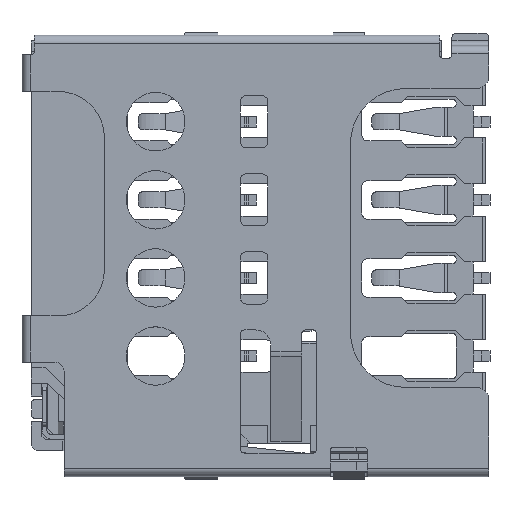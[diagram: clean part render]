
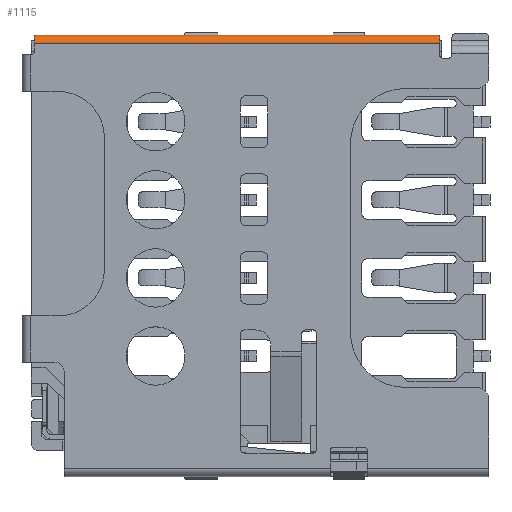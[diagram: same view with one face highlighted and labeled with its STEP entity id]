
A CAD part, top view. The second image highlights one B-rep face of the part: STEP entity #1115.
In plain terms, the highlighted cylindrical face has radius 0.27 mm (diameter 0.54 mm), a partial arc.
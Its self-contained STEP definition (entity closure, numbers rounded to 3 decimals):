
#1115=ADVANCED_FACE('',(#3267),#3268,.T.);
#3267=FACE_OUTER_BOUND('',#5483,.T.);
#3268=CYLINDRICAL_SURFACE('',#5484,0.27);
#5483=EDGE_LOOP('',(#14665,#14666,#14667,#14668));
#5484=AXIS2_PLACEMENT_3D('',#14669,#14670,#14671);
#14665=ORIENTED_EDGE('',*,*,#17981,.F.);
#14666=ORIENTED_EDGE('',*,*,#18350,.F.);
#14667=ORIENTED_EDGE('',*,*,#17803,.T.);
#14668=ORIENTED_EDGE('',*,*,#18349,.F.);
#14669=CARTESIAN_POINT('',(27.376,6.33,0.93));
#14670=DIRECTION('',(1.0,-0.0,0.0));
#14671=DIRECTION('',(0.0,0.0,1.0));
#17803=EDGE_CURVE('',#22642,#22712,#22714,.T.);
#17981=EDGE_CURVE('',#23048,#23050,#23051,.T.);
#18349=EDGE_CURVE('',#23050,#22712,#23648,.T.);
#18350=EDGE_CURVE('',#22642,#23048,#23649,.T.);
#22642=VERTEX_POINT('',#30263);
#22712=VERTEX_POINT('',#30351);
#22714=LINE('',#30354,#30355);
#23048=VERTEX_POINT('',#30789);
#23050=VERTEX_POINT('',#30792);
#23051=LINE('',#30793,#30794);
#23648=CIRCLE('',#31639,0.27);
#23649=CIRCLE('',#31640,0.27);
#30263=CARTESIAN_POINT('',(5.895,6.6,0.93));
#30351=CARTESIAN_POINT('',(-7.285,6.6,0.93));
#30354=CARTESIAN_POINT('',(5.895,6.6,0.93));
#30355=VECTOR('',#34900,13.18);
#30789=CARTESIAN_POINT('',(5.895,6.33,1.2));
#30792=CARTESIAN_POINT('',(-7.285,6.33,1.2));
#30793=CARTESIAN_POINT('',(5.895,6.33,1.2));
#30794=VECTOR('',#35230,13.18);
#31639=AXIS2_PLACEMENT_3D('',#35836,#35837,#35838);
#31640=AXIS2_PLACEMENT_3D('',#35839,#35840,#35841);
#34900=DIRECTION('',(-1.0,0.0,0.0));
#35230=DIRECTION('',(-1.0,0.0,0.0));
#35836=CARTESIAN_POINT('',(-7.285,6.33,0.93));
#35837=DIRECTION('',(-1.0,0.0,0.0));
#35838=DIRECTION('',(0.0,0.0,1.0));
#35839=CARTESIAN_POINT('',(5.895,6.33,0.93));
#35840=DIRECTION('',(1.0,0.0,0.0));
#35841=DIRECTION('',(0.0,1.0,0.0));
